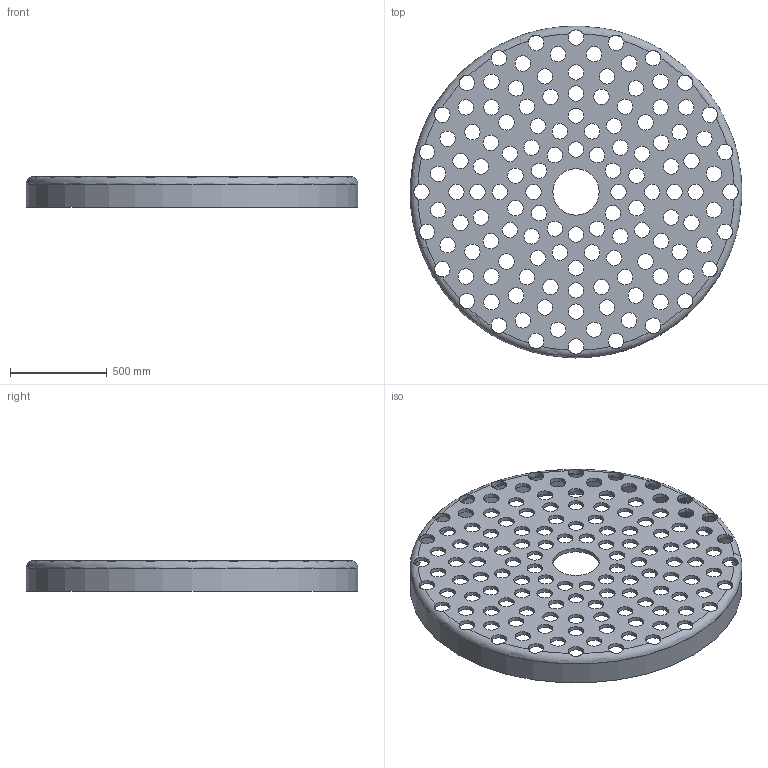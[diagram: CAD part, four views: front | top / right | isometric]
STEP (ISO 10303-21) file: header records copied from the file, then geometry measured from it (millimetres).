
FILE_DESCRIPTION(/* description */ (''),/* implementation_level */ '2;1');
FILE_NAME(/* name */ '13131.000X_3D.stp',/* time_stamp */ '2024-12-11T14:43:06+01:00',/* author */ ('CAD'),/* organization */ (''),/* preprocessor_version */ 'ST-DEVELOPER v20',/* originating_system */ 'AutoCAD Mechanical',/* authorisation */ '');
FILE_SCHEMA (('AUTOMOTIVE_DESIGN { 1 0 10303 214 3 1 1 }'));
Length unit declared in the file: centimetre
Products named in the file (2): Product; *S0
Assembly tree (1 placements, depth 2):
  Product
    *S0
Bounding box: 1720 x 1720 x 160 mm (x, y, z)
Volume: 45823321.2 mm3; surface area: 5375654.7 mm2
Topology: 1 solids, 1 shells, 163 faces, 599 edges, 392 vertices
Faces by surface type: cylinder 135, torus 25, plane 3
Full cylindrical faces by diameter (mm): 80 x132, 240 x1, 1680 x1, 1720 x1
Entity records: 7920 total; most frequent: CARTESIAN_POINT 2099, DIRECTION 1214, ORIENTED_EDGE 1196, EDGE_CURVE 598, AXIS2_PLACEMENT_3D 539, VERTEX_POINT 390, EDGE_LOOP 382, CIRCLE 373
